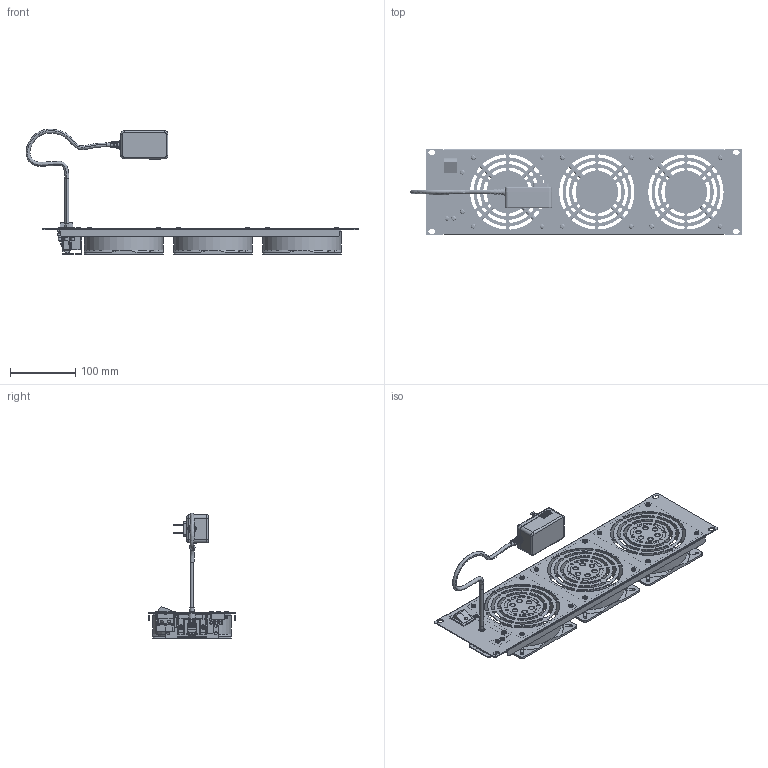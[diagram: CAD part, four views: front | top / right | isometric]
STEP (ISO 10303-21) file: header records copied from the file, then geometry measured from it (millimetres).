
FILE_DESCRIPTION (( 'STEP AP214' ), '1' );
FILE_NAME ('LC3UFNSH3UL12DC_3D.step', '2025-02-26T20:04:08', ( '' ), ( '' ), 'SwSTEP 2.0', 'SolidWorks 2022', '' );
FILE_SCHEMA (( 'AUTOMOTIVE_DESIGN' ));
Length unit declared in the file: inch
Products named in the file (14): DC_7; 3U_7; J3_7; KKKK_7; LC3UFNSH3UL12DC_3D; J1_7; DCZ_ASM_7; NEMA POWER PLUG CABLE_3; JXZ_7; NEMA POWER CABLE_2; J2_7; 12 VDC POWER PLUG; M4X8LS_17; FAN_120X120X25_7
Assembly tree (32 placements, depth 3):
  LC3UFNSH3UL12DC_3D
    3U_7
    FAN_120X120X25_7  x3
    KKKK_7
    JXZ_7
    DCZ_ASM_7
      J1_7
      DC_7
      J2_7
      M4X8LS_17  x2
    J3_7
    M4X8LS_17  x16
    NEMA POWER PLUG CABLE_3
      NEMA POWER CABLE_2
      12 VDC POWER PLUG
Bounding box: 506.97 x 132.5 x 191.83 mm (x, y, z)
Volume: 645469.7 mm3; surface area: 357338.4 mm2
Topology: 25 solids, 31 shells, 2922 faces, 9195 edges, 6349 vertices
Faces by surface type: cylinder 1390, plane 1186, bspline 245, cone 91, torus 10
Entity records: 65127 total; most frequent: CARTESIAN_POINT 16682, ORIENTED_EDGE 9454, DIRECTION 9301, EDGE_CURVE 4771, AXIS2_PLACEMENT_3D 3275, VERTEX_POINT 3158, VECTOR 2751, LINE 2751
